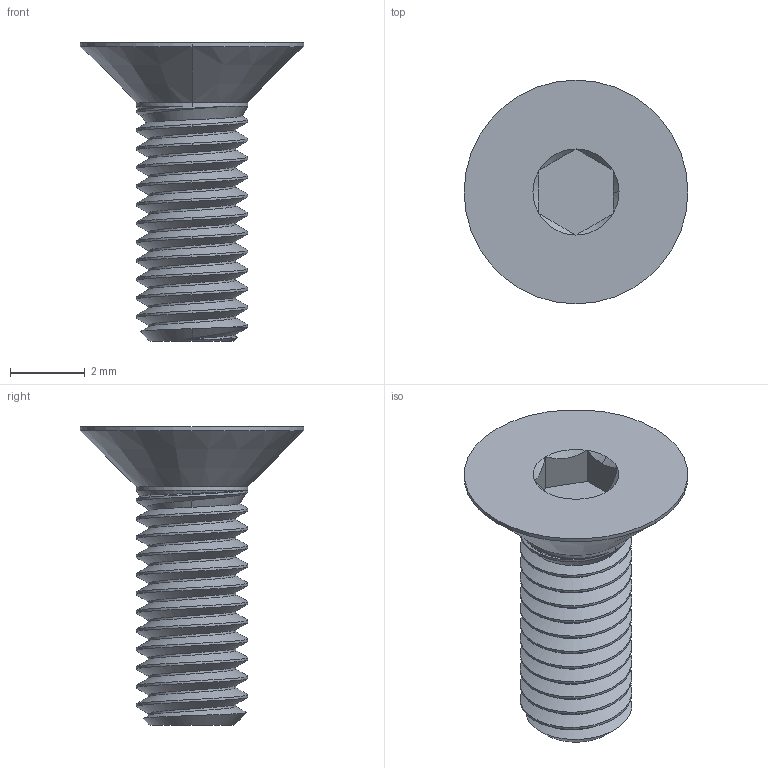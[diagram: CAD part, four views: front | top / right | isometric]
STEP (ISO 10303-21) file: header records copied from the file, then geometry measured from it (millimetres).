
FILE_DESCRIPTION (( 'STEP AP203' ), '1' );
FILE_NAME ('93395A201_316 Stainless Steel Hex Drive Flat Head Screw.STEP', '2022-07-21T05:03:05', ( 'Administrator' ), ( 'Managed by Terraform' ), 'SwSTEP 2.0', 'SolidWorks 2017', '' );
FILE_SCHEMA (( 'CONFIG_CONTROL_DESIGN' ));
Length unit declared in the file: millimetre
Products named in the file (1): 93395A201_316 Stainless Steel Hex Drive Flat Head Screw
Bounding box: 6 x 6 x 8 mm (x, y, z)
Volume: 60.3 mm3; surface area: 162.5 mm2
Topology: 1 solids, 1 shells, 55 faces, 140 edges, 88 vertices
Faces by surface type: cylinder 27, cone 16, plane 9, bspline 3
Entity records: 3244 total; most frequent: CARTESIAN_POINT 2032, ORIENTED_EDGE 280, DIRECTION 194, EDGE_CURVE 140, VERTEX_POINT 88, AXIS2_PLACEMENT_3D 73, EDGE_LOOP 56, ADVANCED_FACE 55
